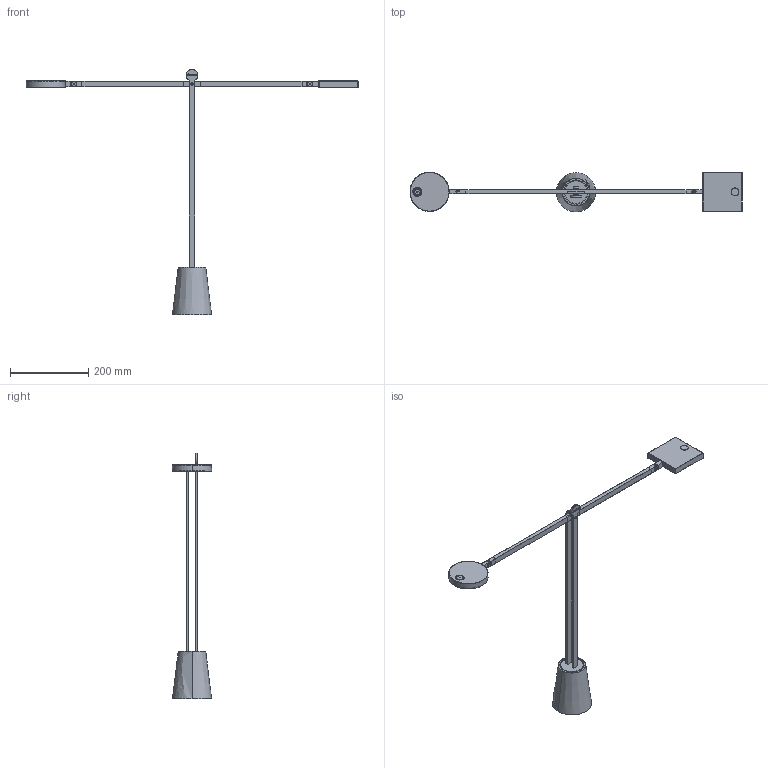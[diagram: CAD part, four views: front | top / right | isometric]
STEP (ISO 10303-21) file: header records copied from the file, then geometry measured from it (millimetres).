
FILE_DESCRIPTION(/* description */ (''),/* implementation_level */ '2;1');
FILE_NAME(/* name */ 'Equilibrist',/* time_stamp */ '2015-03-10T18:42:37+01:00',/* author */ (''),/* organization */ (''),/* preprocessor_version */ 'ST-DEVELOPER v15',/* originating_system */ '',/* authorisation */ '');
FILE_SCHEMA (('AUTOMOTIVE_DESIGN'));
Length unit declared in the file: millimetre
Products named in the file (1): Document
Bounding box: 848.02 x 100 x 626.44 mm (x, y, z)
Surface area: 220425.6 mm2 (no closed solid volume)
Topology: 0 solids, 980 shells, 980 faces, 4539 edges, 4497 vertices
Faces by surface type: bspline 656, plane 324
Entity records: 50141 total; most frequent: CARTESIAN_POINT 27891, ORIENTED_EDGE 4497, EDGE_CURVE 4497, VERTEX_POINT 4497, B_SPLINE_CURVE_WITH_KNOTS 1604, EDGE_LOOP 1096, PRESENTATION_LAYER_ASSIGNMENT 980, SHELL_BASED_SURFACE_MODEL 980
